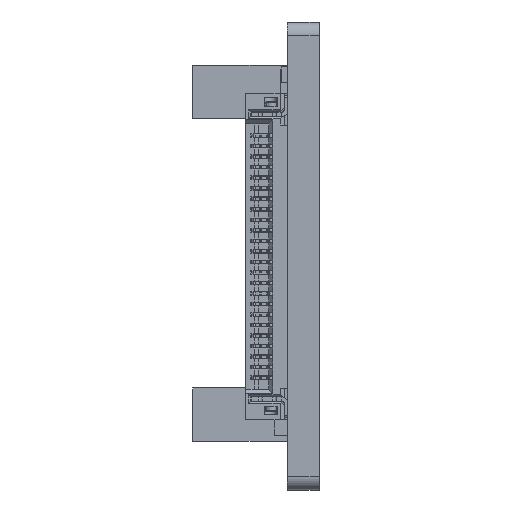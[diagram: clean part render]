
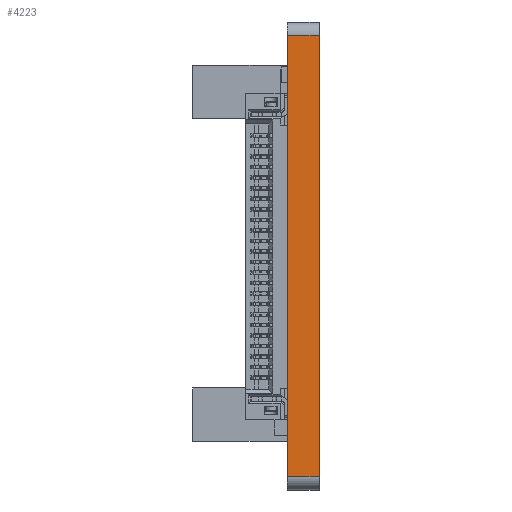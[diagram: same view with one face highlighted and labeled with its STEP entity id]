
A CAD part, left-side view. The second image highlights one B-rep face of the part: STEP entity #4223.
In plain terms, the highlighted free-form (B-spline) face has degree [1, 1] with [2, 2] control points.
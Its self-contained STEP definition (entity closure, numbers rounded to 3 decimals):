
#3941 = VERTEX_POINT('',#3942);
#3942 = CARTESIAN_POINT('',(1.585,-5.043,
    14.609));
#3948 = EDGE_CURVE('',#3941,#3949,#3951,.T.);
#3949 = VERTEX_POINT('',#3950);
#3950 = CARTESIAN_POINT('',(1.585,-5.043,
    -10.979));
#3951 = B_SPLINE_CURVE_WITH_KNOTS('',1,(#3952,#3953),.UNSPECIFIED.,.F.,
  .F.,(2,2),(0.,20.955),.PIECEWISE_BEZIER_KNOTS.);
#3952 = CARTESIAN_POINT('',(1.585,-5.043,
    14.609));
#3953 = CARTESIAN_POINT('',(1.585,-5.043,
    -10.979));
#4000 = VERTEX_POINT('',#4001);
#4001 = CARTESIAN_POINT('',(1.585,-3.2,
    -10.979));
#4007 = EDGE_CURVE('',#4008,#4000,#4010,.T.);
#4008 = VERTEX_POINT('',#4009);
#4009 = CARTESIAN_POINT('',(1.585,-3.2,
    14.609));
#4010 = B_SPLINE_CURVE_WITH_KNOTS('',1,(#4011,#4012),.UNSPECIFIED.,.F.,
  .F.,(2,2),(0.,20.955),.PIECEWISE_BEZIER_KNOTS.);
#4011 = CARTESIAN_POINT('',(1.585,-3.2,
    14.609));
#4012 = CARTESIAN_POINT('',(1.585,-3.2,
    -10.979));
#4191 = EDGE_CURVE('',#3949,#4000,#4192,.T.);
#4192 = B_SPLINE_CURVE_WITH_KNOTS('',1,(#4193,#4194),.UNSPECIFIED.,.F.,
  .F.,(2,2),(0.,1.51),.PIECEWISE_BEZIER_KNOTS.);
#4193 = CARTESIAN_POINT('',(1.585,-5.043,
    -10.979));
#4194 = CARTESIAN_POINT('',(1.585,-3.2,
    -10.979));
#4223 = ADVANCED_FACE('',(#4224),#4234,.T.);
#4224 = FACE_BOUND('',#4225,.T.);
#4225 = EDGE_LOOP('',(#4226,#4231,#4232,#4233));
#4226 = ORIENTED_EDGE('',*,*,#4227,.T.);
#4227 = EDGE_CURVE('',#3941,#4008,#4228,.T.);
#4228 = B_SPLINE_CURVE_WITH_KNOTS('',1,(#4229,#4230),.UNSPECIFIED.,.F.,
  .F.,(2,2),(0.,1.51),.PIECEWISE_BEZIER_KNOTS.);
#4229 = CARTESIAN_POINT('',(1.585,-5.043,
    14.609));
#4230 = CARTESIAN_POINT('',(1.585,-3.2,
    14.609));
#4231 = ORIENTED_EDGE('',*,*,#4007,.T.);
#4232 = ORIENTED_EDGE('',*,*,#4191,.F.);
#4233 = ORIENTED_EDGE('',*,*,#3948,.F.);
#4234 = B_SPLINE_SURFACE_WITH_KNOTS('',1,1,(
    (#4235,#4236)
    ,(#4237,#4238
    )),.UNSPECIFIED.,.F.,.F.,.F.,(2,2),(2,2),(0.,20.955),(-1.51,0.),
  .PIECEWISE_BEZIER_KNOTS.);
#4235 = CARTESIAN_POINT('',(1.585,-3.2,
    14.609));
#4236 = CARTESIAN_POINT('',(1.585,-5.043,
    14.609));
#4237 = CARTESIAN_POINT('',(1.585,-3.2,
    -10.979));
#4238 = CARTESIAN_POINT('',(1.585,-5.043,
    -10.979));
